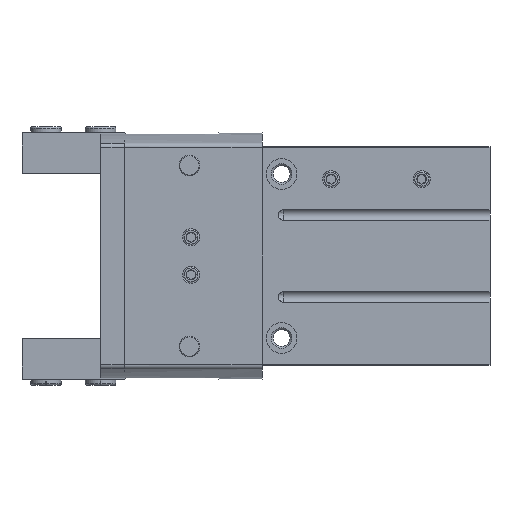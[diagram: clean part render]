
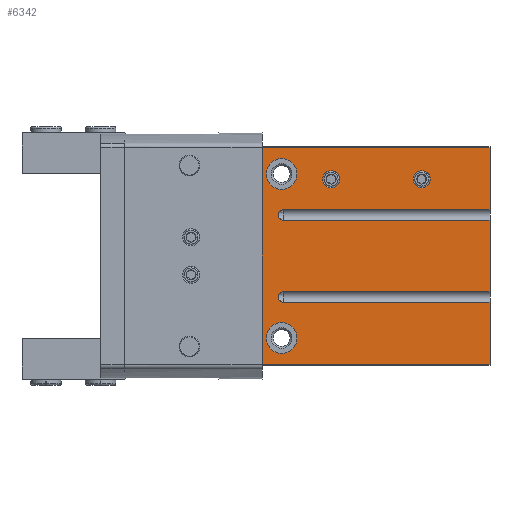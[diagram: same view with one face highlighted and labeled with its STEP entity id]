
A CAD part, left-side view. The second image highlights one B-rep face of the part: STEP entity #6342.
In plain terms, the highlighted planar face has unit normal (-1, 0, 0).
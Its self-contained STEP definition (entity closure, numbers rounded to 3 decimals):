
#229=PLANE('',#6904);
#421=LINE('',#9764,#893);
#428=LINE('',#9780,#900);
#446=LINE('',#9828,#918);
#488=LINE('',#9965,#960);
#490=LINE('',#9981,#962);
#491=LINE('',#9985,#963);
#492=LINE('',#9986,#964);
#493=LINE('',#9990,#965);
#494=LINE('',#9991,#966);
#495=LINE('',#9993,#967);
#893=VECTOR('',#7679,1000.);
#900=VECTOR('',#7688,1000.);
#918=VECTOR('',#7718,1000.);
#960=VECTOR('',#7840,1000.);
#962=VECTOR('',#7856,1000.);
#963=VECTOR('',#7859,1000.);
#964=VECTOR('',#7860,1000.);
#965=VECTOR('',#7863,1000.);
#966=VECTOR('',#7864,1000.);
#967=VECTOR('',#7865,1000.);
#1493=ORIENTED_EDGE('',*,*,#3184,.T.);
#1494=ORIENTED_EDGE('',*,*,#3185,.T.);
#1495=ORIENTED_EDGE('',*,*,#3186,.T.);
#1496=ORIENTED_EDGE('',*,*,#3187,.T.);
#1497=ORIENTED_EDGE('',*,*,#3088,.T.);
#1498=ORIENTED_EDGE('',*,*,#3188,.T.);
#1499=ORIENTED_EDGE('',*,*,#3189,.T.);
#1500=ORIENTED_EDGE('',*,*,#3190,.T.);
#1501=ORIENTED_EDGE('',*,*,#3080,.T.);
#1502=ORIENTED_EDGE('',*,*,#3191,.T.);
#1503=ORIENTED_EDGE('',*,*,#3192,.T.);
#1504=ORIENTED_EDGE('',*,*,#3193,.T.);
#1505=ORIENTED_EDGE('',*,*,#3112,.T.);
#1506=ORIENTED_EDGE('',*,*,#3194,.F.);
#1507=ORIENTED_EDGE('',*,*,#3195,.F.);
#1508=ORIENTED_EDGE('',*,*,#3180,.T.);
#3080=EDGE_CURVE('',#3933,#3932,#421,.T.);
#3088=EDGE_CURVE('',#3941,#3940,#428,.T.);
#3112=EDGE_CURVE('',#3965,#3964,#446,.T.);
#3180=EDGE_CURVE('',#4020,#3941,#488,.T.);
#3184=EDGE_CURVE('',#4023,#4023,#4592,.T.);
#3185=EDGE_CURVE('',#4024,#4024,#4593,.T.);
#3186=EDGE_CURVE('',#4025,#4025,#4594,.T.);
#3187=EDGE_CURVE('',#4026,#4026,#4595,.T.);
#3188=EDGE_CURVE('',#3940,#4027,#490,.T.);
#3189=EDGE_CURVE('',#4027,#4028,#4596,.T.);
#3190=EDGE_CURVE('',#4028,#3933,#491,.T.);
#3191=EDGE_CURVE('',#3932,#4029,#492,.T.);
#3192=EDGE_CURVE('',#4029,#4030,#4597,.T.);
#3193=EDGE_CURVE('',#4030,#3965,#493,.T.);
#3194=EDGE_CURVE('',#4031,#3964,#494,.T.);
#3195=EDGE_CURVE('',#4020,#4031,#495,.T.);
#3932=VERTEX_POINT('',#9763);
#3933=VERTEX_POINT('',#9765);
#3940=VERTEX_POINT('',#9779);
#3941=VERTEX_POINT('',#9781);
#3964=VERTEX_POINT('',#9827);
#3965=VERTEX_POINT('',#9829);
#4020=VERTEX_POINT('',#9966);
#4023=VERTEX_POINT('',#9974);
#4024=VERTEX_POINT('',#9976);
#4025=VERTEX_POINT('',#9978);
#4026=VERTEX_POINT('',#9980);
#4027=VERTEX_POINT('',#9982);
#4028=VERTEX_POINT('',#9984);
#4029=VERTEX_POINT('',#9987);
#4030=VERTEX_POINT('',#9989);
#4031=VERTEX_POINT('',#9992);
#4592=CIRCLE('',#6905,2.5);
#4593=CIRCLE('',#6906,2.5);
#4594=CIRCLE('',#6907,4.5);
#4595=CIRCLE('',#6908,4.5);
#4596=CIRCLE('',#6909,1.5);
#4597=CIRCLE('',#6910,1.5);
#4940=EDGE_LOOP('',(#1493));
#4941=EDGE_LOOP('',(#1494));
#4942=EDGE_LOOP('',(#1495));
#4943=EDGE_LOOP('',(#1496));
#4944=EDGE_LOOP('',(#1497,#1498,#1499,#1500,#1501,#1502,#1503,#1504,#1505,
#1506,#1507,#1508));
#5570=FACE_BOUND('',#4940,.T.);
#5571=FACE_BOUND('',#4941,.T.);
#5572=FACE_BOUND('',#4942,.T.);
#5573=FACE_BOUND('',#4943,.T.);
#5574=FACE_BOUND('',#4944,.T.);
#6342=ADVANCED_FACE('',(#5570,#5571,#5572,#5573,#5574),#229,.F.);
#6904=AXIS2_PLACEMENT_3D('',#9972,#7846,#7847);
#6905=AXIS2_PLACEMENT_3D('',#9973,#7848,#7849);
#6906=AXIS2_PLACEMENT_3D('',#9975,#7850,#7851);
#6907=AXIS2_PLACEMENT_3D('',#9977,#7852,#7853);
#6908=AXIS2_PLACEMENT_3D('',#9979,#7854,#7855);
#6909=AXIS2_PLACEMENT_3D('',#9983,#7857,#7858);
#6910=AXIS2_PLACEMENT_3D('',#9988,#7861,#7862);
#7679=DIRECTION('',(0.,0.,1.));
#7688=DIRECTION('',(0.,0.,1.));
#7718=DIRECTION('',(0.,0.,1.));
#7840=DIRECTION('',(0.,-1.,0.));
#7846=DIRECTION('',(1.,0.,0.));
#7847=DIRECTION('',(0.,0.,-1.));
#7848=DIRECTION('',(1.,0.,0.));
#7849=DIRECTION('',(0.,0.,-1.));
#7850=DIRECTION('',(1.,0.,0.));
#7851=DIRECTION('',(0.,0.,-1.));
#7852=DIRECTION('',(1.,0.,0.));
#7853=DIRECTION('',(0.,0.,-1.));
#7854=DIRECTION('',(1.,0.,0.));
#7855=DIRECTION('',(0.,0.,-1.));
#7856=DIRECTION('',(0.,1.,0.));
#7857=DIRECTION('',(1.,0.,0.));
#7858=DIRECTION('',(0.,0.,-1.));
#7859=DIRECTION('',(0.,-1.,0.));
#7860=DIRECTION('',(0.,1.,0.));
#7861=DIRECTION('',(1.,0.,0.));
#7862=DIRECTION('',(0.,0.,-1.));
#7863=DIRECTION('',(0.,-1.,0.));
#7864=DIRECTION('',(0.,-1.,0.));
#7865=DIRECTION('',(0.,0.,1.));
#9763=CARTESIAN_POINT('',(-20.,-12.,10.5));
#9764=CARTESIAN_POINT('',(-20.,-12.,-31.75));
#9765=CARTESIAN_POINT('',(-20.,-12.,-10.5));
#9779=CARTESIAN_POINT('',(-20.,-12.,-13.5));
#9780=CARTESIAN_POINT('',(-20.,-12.,-31.75));
#9781=CARTESIAN_POINT('',(-20.,-12.,-31.75));
#9827=CARTESIAN_POINT('',(-20.,-12.,31.75));
#9828=CARTESIAN_POINT('',(-20.,-12.,-31.75));
#9829=CARTESIAN_POINT('',(-20.,-12.,13.5));
#9965=CARTESIAN_POINT('',(-20.,54.7,-31.75));
#9966=CARTESIAN_POINT('',(-20.,54.7,-31.75));
#9972=CARTESIAN_POINT('',(-20.,54.7,-31.75));
#9973=CARTESIAN_POINT('',(-20.,34.5,22.5));
#9974=CARTESIAN_POINT('',(-20.,34.5,20.));
#9975=CARTESIAN_POINT('',(-20.,8.,22.5));
#9976=CARTESIAN_POINT('',(-20.,8.,20.));
#9977=CARTESIAN_POINT('',(-20.,49.,24.));
#9978=CARTESIAN_POINT('',(-20.,49.,19.5));
#9979=CARTESIAN_POINT('',(-20.,49.,-24.));
#9980=CARTESIAN_POINT('',(-20.,49.,-28.5));
#9981=CARTESIAN_POINT('',(-20.,54.7,-13.5));
#9982=CARTESIAN_POINT('',(-20.,48.5,-13.5));
#9983=CARTESIAN_POINT('',(-20.,48.5,-12.));
#9984=CARTESIAN_POINT('',(-20.,48.5,-10.5));
#9985=CARTESIAN_POINT('',(-20.,54.7,-10.5));
#9986=CARTESIAN_POINT('',(-20.,54.7,10.5));
#9987=CARTESIAN_POINT('',(-20.,48.5,10.5));
#9988=CARTESIAN_POINT('',(-20.,48.5,12.));
#9989=CARTESIAN_POINT('',(-20.,48.5,13.5));
#9990=CARTESIAN_POINT('',(-20.,54.7,13.5));
#9991=CARTESIAN_POINT('',(-20.,54.7,31.75));
#9992=CARTESIAN_POINT('',(-20.,54.7,31.75));
#9993=CARTESIAN_POINT('',(-20.,54.7,-31.75));
